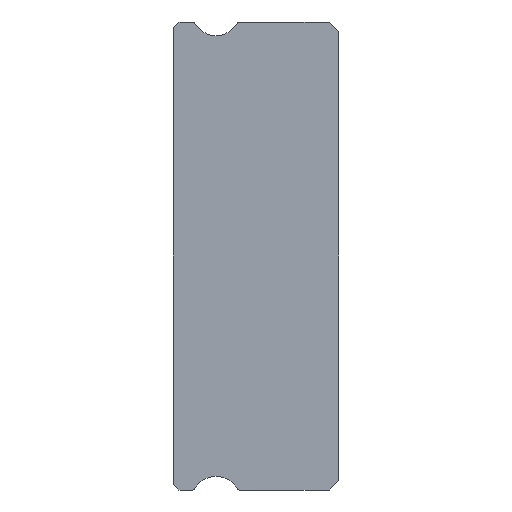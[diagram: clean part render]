
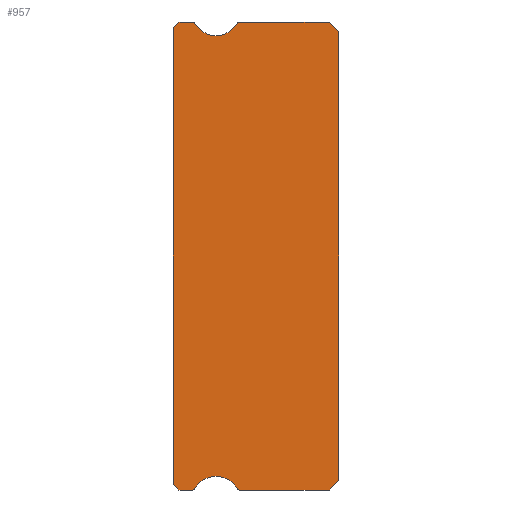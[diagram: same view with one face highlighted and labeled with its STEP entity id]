
A CAD part, left-side view. The second image highlights one B-rep face of the part: STEP entity #957.
In plain terms, the highlighted planar face has unit normal (-1, 0, 0).
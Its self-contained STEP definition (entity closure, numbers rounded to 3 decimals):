
#11 = EDGE_CURVE ( 'NONE', #1229, #2728, #2322, .T. ) ;
#42 = ORIENTED_EDGE ( 'NONE', *, *, #1396, .T. ) ;
#44 = AXIS2_PLACEMENT_3D ( 'NONE', #1419, #1937, #2389 ) ;
#63 = CARTESIAN_POINT ( 'NONE',  ( -10., 7.512, 11.85 ) ) ;
#91 = CARTESIAN_POINT ( 'NONE',  ( -10., 6.3, 12.55 ) ) ;
#159 = VERTEX_POINT ( 'NONE', #369 ) ;
#246 = CARTESIAN_POINT ( 'NONE',  ( -10., 0., -11.5 ) ) ;
#250 = DIRECTION ( 'NONE',  ( 0., 0., -1. ) ) ;
#279 = DIRECTION ( 'NONE',  ( 0., -0.707, -0.707 ) ) ;
#313 = CARTESIAN_POINT ( 'NONE',  ( -10., 8.2, -12. ) ) ;
#330 = EDGE_CURVE ( 'NONE', #2969, #1232, #527, .T. ) ;
#369 = CARTESIAN_POINT ( 'NONE',  ( -10., 8.5, 11.7 ) ) ;
#424 = CARTESIAN_POINT ( 'NONE',  ( -10., 0., 11.5 ) ) ;
#428 = CARTESIAN_POINT ( 'NONE',  ( -10., 7.512, 11.85 ) ) ;
#440 = DIRECTION ( 'NONE',  ( 0., 0., 1. ) ) ;
#449 = VECTOR ( 'NONE', #279, 1000. ) ;
#476 = DIRECTION ( 'NONE',  ( -1., 0., 0. ) ) ;
#490 = CIRCLE ( 'NONE', #2252, 0.15 ) ;
#496 = AXIS2_PLACEMENT_3D ( 'NONE', #1726, #476, #250 ) ;
#497 = VERTEX_POINT ( 'NONE', #790 ) ;
#501 = ORIENTED_EDGE ( 'NONE', *, *, #798, .F. ) ;
#527 = LINE ( 'NONE', #981, #2427 ) ;
#557 = DIRECTION ( 'NONE',  ( -1., 0., 0. ) ) ;
#596 = EDGE_CURVE ( 'NONE', #1586, #2148, #885, .T. ) ;
#611 = ORIENTED_EDGE ( 'NONE', *, *, #2243, .F. ) ;
#684 = CARTESIAN_POINT ( 'NONE',  ( -10., 5.217, -11.925 ) ) ;
#739 = EDGE_LOOP ( 'NONE', ( #2564, #1379, #42, #1988, #1918, #3054, #1375, #921, #1744, #1173, #501, #611, #2845, #3128, #2282, #887, #1930 ) ) ;
#757 = LINE ( 'NONE', #2619, #866 ) ;
#762 = VECTOR ( 'NONE', #2250, 1000. ) ;
#774 = CARTESIAN_POINT ( 'NONE',  ( -10., 0.5, 12. ) ) ;
#790 = CARTESIAN_POINT ( 'NONE',  ( -10., 5.217, 11.925 ) ) ;
#798 = EDGE_CURVE ( 'NONE', #2269, #1610, #2942, .T. ) ;
#803 = EDGE_CURVE ( 'NONE', #2148, #159, #2742, .T. ) ;
#830 = DIRECTION ( 'NONE',  ( 1., 0., 0. ) ) ;
#831 = CARTESIAN_POINT ( 'NONE',  ( -10., 8.5, 11.7 ) ) ;
#857 = VERTEX_POINT ( 'NONE', #1560 ) ;
#866 = VECTOR ( 'NONE', #440, 1000. ) ;
#876 = EDGE_CURVE ( 'NONE', #1610, #1232, #1972, .T. ) ;
#883 = VERTEX_POINT ( 'NONE', #1985 ) ;
#885 = LINE ( 'NONE', #2622, #2382 ) ;
#887 = ORIENTED_EDGE ( 'NONE', *, *, #596, .T. ) ;
#912 = LINE ( 'NONE', #1563, #3022 ) ;
#921 = ORIENTED_EDGE ( 'NONE', *, *, #1995, .F. ) ;
#952 = CARTESIAN_POINT ( 'NONE',  ( -10., 5.088, -12. ) ) ;
#957 = ADVANCED_FACE ( 'NONE', ( #1134 ), #2606, .F. ) ;
#976 = DIRECTION ( 'NONE',  ( 0., 0.707, -0.707 ) ) ;
#981 = CARTESIAN_POINT ( 'NONE',  ( -10., 0., 11.5 ) ) ;
#1024 = CARTESIAN_POINT ( 'NONE',  ( -10., 8.5, -11.7 ) ) ;
#1065 = CIRCLE ( 'NONE', #2434, 0.15 ) ;
#1077 = CARTESIAN_POINT ( 'NONE',  ( -10., 0.5, 12. ) ) ;
#1093 = EDGE_CURVE ( 'NONE', #3031, #2345, #2167, .T. ) ;
#1120 = DIRECTION ( 'NONE',  ( 1., 0., 0. ) ) ;
#1131 = EDGE_CURVE ( 'NONE', #1628, #159, #757, .T. ) ;
#1134 = FACE_OUTER_BOUND ( 'NONE', #739, .T. ) ;
#1144 = CARTESIAN_POINT ( 'NONE',  ( -10., 7.512, -11.85 ) ) ;
#1146 = AXIS2_PLACEMENT_3D ( 'NONE', #63, #2249, #2491 ) ;
#1173 = ORIENTED_EDGE ( 'NONE', *, *, #876, .F. ) ;
#1213 = AXIS2_PLACEMENT_3D ( 'NONE', #91, #557, #2224 ) ;
#1229 = VERTEX_POINT ( 'NONE', #2601 ) ;
#1232 = VERTEX_POINT ( 'NONE', #424 ) ;
#1235 = EDGE_CURVE ( 'NONE', #2345, #857, #1065, .T. ) ;
#1280 = EDGE_CURVE ( 'NONE', #883, #497, #2987, .T. ) ;
#1334 = DIRECTION ( 'NONE',  ( 0., 0., -1. ) ) ;
#1375 = ORIENTED_EDGE ( 'NONE', *, *, #11, .F. ) ;
#1379 = ORIENTED_EDGE ( 'NONE', *, *, #1714, .T. ) ;
#1389 = DIRECTION ( 'NONE',  ( 1., 0., 0. ) ) ;
#1396 = EDGE_CURVE ( 'NONE', #2347, #857, #912, .T. ) ;
#1419 = CARTESIAN_POINT ( 'NONE',  ( -10., 6.3, -12.55 ) ) ;
#1451 = LINE ( 'NONE', #246, #2100 ) ;
#1492 = EDGE_CURVE ( 'NONE', #2425, #883, #1907, .T. ) ;
#1528 = DIRECTION ( 'NONE',  ( 0., -0.707, -0.707 ) ) ;
#1560 = CARTESIAN_POINT ( 'NONE',  ( -10., 7.512, -12. ) ) ;
#1563 = CARTESIAN_POINT ( 'NONE',  ( -10., 7.512, -12. ) ) ;
#1573 = DIRECTION ( 'NONE',  ( 1., 0., 0. ) ) ;
#1576 = CARTESIAN_POINT ( 'NONE',  ( -10., 7.512, -12. ) ) ;
#1586 = VERTEX_POINT ( 'NONE', #2641 ) ;
#1610 = VERTEX_POINT ( 'NONE', #1077 ) ;
#1628 = VERTEX_POINT ( 'NONE', #1024 ) ;
#1714 = EDGE_CURVE ( 'NONE', #1628, #2347, #2729, .T. ) ;
#1723 = CARTESIAN_POINT ( 'NONE',  ( -10., 8.2, 12. ) ) ;
#1726 = CARTESIAN_POINT ( 'NONE',  ( -10., 6.3, 12.55 ) ) ;
#1744 = ORIENTED_EDGE ( 'NONE', *, *, #330, .T. ) ;
#1793 = DIRECTION ( 'NONE',  ( 0., 0.707, -0.707 ) ) ;
#1841 = CARTESIAN_POINT ( 'NONE',  ( -10., 5.088, 11.85 ) ) ;
#1852 = CIRCLE ( 'NONE', #1950, 0.15 ) ;
#1857 = DIRECTION ( 'NONE',  ( 0., 0., -1. ) ) ;
#1907 = CIRCLE ( 'NONE', #496, 1.25 ) ;
#1918 = ORIENTED_EDGE ( 'NONE', *, *, #1093, .F. ) ;
#1923 = CARTESIAN_POINT ( 'NONE',  ( -10., 7.383, 11.925 ) ) ;
#1930 = ORIENTED_EDGE ( 'NONE', *, *, #803, .T. ) ;
#1937 = DIRECTION ( 'NONE',  ( -1., 0., 0. ) ) ;
#1950 = AXIS2_PLACEMENT_3D ( 'NONE', #1841, #830, #1857 ) ;
#1972 = LINE ( 'NONE', #774, #2075 ) ;
#1985 = CARTESIAN_POINT ( 'NONE',  ( -10., 6.3, 11.3 ) ) ;
#1988 = ORIENTED_EDGE ( 'NONE', *, *, #1235, .F. ) ;
#1995 = EDGE_CURVE ( 'NONE', #2969, #1229, #1451, .T. ) ;
#2035 = DIRECTION ( 'NONE',  ( 0., -1., 0. ) ) ;
#2075 = VECTOR ( 'NONE', #1528, 1000. ) ;
#2091 = DIRECTION ( 'NONE',  ( 0., 0., -1. ) ) ;
#2100 = VECTOR ( 'NONE', #976, 1000. ) ;
#2102 = DIRECTION ( 'NONE',  ( 0., 1., 0. ) ) ;
#2148 = VERTEX_POINT ( 'NONE', #1723 ) ;
#2149 = EDGE_CURVE ( 'NONE', #1586, #2425, #2721, .T. ) ;
#2167 = CIRCLE ( 'NONE', #44, 1.25 ) ;
#2224 = DIRECTION ( 'NONE',  ( 0., 0., -1. ) ) ;
#2243 = EDGE_CURVE ( 'NONE', #497, #2269, #1852, .T. ) ;
#2249 = DIRECTION ( 'NONE',  ( 1., 0., 0. ) ) ;
#2250 = DIRECTION ( 'NONE',  ( 0., -1., 0. ) ) ;
#2252 = AXIS2_PLACEMENT_3D ( 'NONE', #2605, #1120, #2091 ) ;
#2267 = EDGE_CURVE ( 'NONE', #2728, #3031, #490, .T. ) ;
#2269 = VERTEX_POINT ( 'NONE', #3039 ) ;
#2282 = ORIENTED_EDGE ( 'NONE', *, *, #2149, .F. ) ;
#2322 = LINE ( 'NONE', #1576, #2826 ) ;
#2323 = CARTESIAN_POINT ( 'NONE',  ( -10., 7.383, -11.925 ) ) ;
#2344 = CARTESIAN_POINT ( 'NONE',  ( -10., 0., -11.5 ) ) ;
#2345 = VERTEX_POINT ( 'NONE', #2323 ) ;
#2347 = VERTEX_POINT ( 'NONE', #2353 ) ;
#2353 = CARTESIAN_POINT ( 'NONE',  ( -10., 8.2, -12. ) ) ;
#2354 = DIRECTION ( 'NONE',  ( 0., 0., -1. ) ) ;
#2378 = DIRECTION ( 'NONE',  ( 0., 1., 0. ) ) ;
#2382 = VECTOR ( 'NONE', #2378, 1000. ) ;
#2389 = DIRECTION ( 'NONE',  ( 0., 0., -1. ) ) ;
#2425 = VERTEX_POINT ( 'NONE', #1923 ) ;
#2427 = VECTOR ( 'NONE', #2460, 1000. ) ;
#2434 = AXIS2_PLACEMENT_3D ( 'NONE', #1144, #1573, #1334 ) ;
#2460 = DIRECTION ( 'NONE',  ( 0., 0., 1. ) ) ;
#2491 = DIRECTION ( 'NONE',  ( 0., 0., -1. ) ) ;
#2564 = ORIENTED_EDGE ( 'NONE', *, *, #1131, .F. ) ;
#2601 = CARTESIAN_POINT ( 'NONE',  ( -10., 0.5, -12. ) ) ;
#2605 = CARTESIAN_POINT ( 'NONE',  ( -10., 5.088, -11.85 ) ) ;
#2606 = PLANE ( 'NONE',  #2836 ) ;
#2619 = CARTESIAN_POINT ( 'NONE',  ( -10., 8.5, 11.85 ) ) ;
#2622 = CARTESIAN_POINT ( 'NONE',  ( -10., 8.2, 12. ) ) ;
#2641 = CARTESIAN_POINT ( 'NONE',  ( -10., 7.512, 12. ) ) ;
#2721 = CIRCLE ( 'NONE', #1146, 0.15 ) ;
#2728 = VERTEX_POINT ( 'NONE', #952 ) ;
#2729 = LINE ( 'NONE', #313, #449 ) ;
#2742 = LINE ( 'NONE', #831, #3038 ) ;
#2754 = CARTESIAN_POINT ( 'NONE',  ( -10., 7.512, 12. ) ) ;
#2826 = VECTOR ( 'NONE', #2102, 1000. ) ;
#2836 = AXIS2_PLACEMENT_3D ( 'NONE', #428, #1389, #2354 ) ;
#2845 = ORIENTED_EDGE ( 'NONE', *, *, #1280, .F. ) ;
#2942 = LINE ( 'NONE', #2754, #762 ) ;
#2969 = VERTEX_POINT ( 'NONE', #2344 ) ;
#2987 = CIRCLE ( 'NONE', #1213, 1.25 ) ;
#3022 = VECTOR ( 'NONE', #2035, 1000. ) ;
#3031 = VERTEX_POINT ( 'NONE', #684 ) ;
#3038 = VECTOR ( 'NONE', #1793, 1000. ) ;
#3039 = CARTESIAN_POINT ( 'NONE',  ( -10., 5.088, 12. ) ) ;
#3054 = ORIENTED_EDGE ( 'NONE', *, *, #2267, .F. ) ;
#3128 = ORIENTED_EDGE ( 'NONE', *, *, #1492, .F. ) ;
